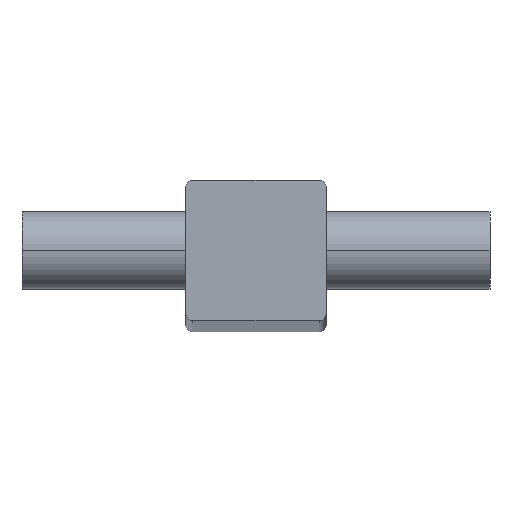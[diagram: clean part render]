
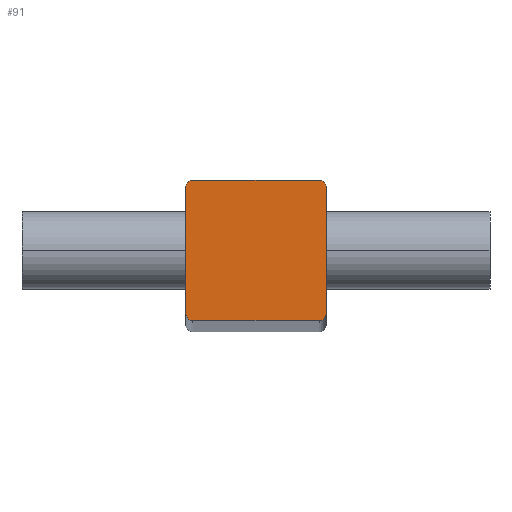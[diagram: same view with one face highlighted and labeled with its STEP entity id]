
A CAD part, top view. The second image highlights one B-rep face of the part: STEP entity #91.
In plain terms, the highlighted planar face has unit normal (0, 0, 1).
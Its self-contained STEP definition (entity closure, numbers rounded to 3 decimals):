
#7 = CARTESIAN_POINT ( 'NONE',  ( -2.7, 2.7, 280. ) ) ;
#11 = CARTESIAN_POINT ( 'NONE',  ( -3., -2.7, 280. ) ) ;
#21 = ORIENTED_EDGE ( 'NONE', *, *, #263, .T. ) ;
#25 = CIRCLE ( 'NONE', #163, 0.3 ) ;
#31 = CARTESIAN_POINT ( 'NONE',  ( 3., -2.7, 280. ) ) ;
#33 = VERTEX_POINT ( 'NONE', #224 ) ;
#35 = AXIS2_PLACEMENT_3D ( 'NONE', #367, #79, #288 ) ;
#44 = ORIENTED_EDGE ( 'NONE', *, *, #158, .T. ) ;
#66 = CARTESIAN_POINT ( 'NONE',  ( -2.7, 3., 280. ) ) ;
#69 = DIRECTION ( 'NONE',  ( 1., 0., 0. ) ) ;
#79 = DIRECTION ( 'NONE',  ( 0., 0., 1. ) ) ;
#86 = DIRECTION ( 'NONE',  ( 0., 0., 1. ) ) ;
#91 = ADVANCED_FACE ( 'NONE', ( #434 ), #476, .F. ) ;
#117 = CARTESIAN_POINT ( 'NONE',  ( 3., -2.7, 280. ) ) ;
#131 = ORIENTED_EDGE ( 'NONE', *, *, #519, .T. ) ;
#133 = DIRECTION ( 'NONE',  ( -1., 0., 0. ) ) ;
#145 = LINE ( 'NONE', #11, #528 ) ;
#150 = AXIS2_PLACEMENT_3D ( 'NONE', #443, #283, #403 ) ;
#158 = EDGE_CURVE ( 'NONE', #321, #452, #251, .T. ) ;
#163 = AXIS2_PLACEMENT_3D ( 'NONE', #420, #325, #374 ) ;
#171 = VERTEX_POINT ( 'NONE', #31 ) ;
#181 = AXIS2_PLACEMENT_3D ( 'NONE', #7, #86, #337 ) ;
#186 = CARTESIAN_POINT ( 'NONE',  ( -2.7, -3., 280. ) ) ;
#196 = ORIENTED_EDGE ( 'NONE', *, *, #401, .T. ) ;
#224 = CARTESIAN_POINT ( 'NONE',  ( -3., -2.7, 280. ) ) ;
#231 = CARTESIAN_POINT ( 'NONE',  ( 2.7, -3., 280. ) ) ;
#249 = ORIENTED_EDGE ( 'NONE', *, *, #456, .T. ) ;
#251 = CIRCLE ( 'NONE', #150, 0.3 ) ;
#252 = EDGE_CURVE ( 'NONE', #452, #494, #524, .T. ) ;
#255 = CARTESIAN_POINT ( 'NONE',  ( -2.7, -3., 280. ) ) ;
#258 = VERTEX_POINT ( 'NONE', #231 ) ;
#263 = EDGE_CURVE ( 'NONE', #514, #258, #441, .T. ) ;
#283 = DIRECTION ( 'NONE',  ( 0., 0., 1. ) ) ;
#288 = DIRECTION ( 'NONE',  ( 1., 0., 0. ) ) ;
#304 = VERTEX_POINT ( 'NONE', #355 ) ;
#321 = VERTEX_POINT ( 'NONE', #461 ) ;
#325 = DIRECTION ( 'NONE',  ( 0., 0., 1. ) ) ;
#329 = CIRCLE ( 'NONE', #181, 0.3 ) ;
#333 = DIRECTION ( 'NONE',  ( 0., -1., 0. ) ) ;
#337 = DIRECTION ( 'NONE',  ( -1., 0., 0. ) ) ;
#346 = CARTESIAN_POINT ( 'NONE',  ( -2.7, -2.7, 280. ) ) ;
#355 = CARTESIAN_POINT ( 'NONE',  ( -3., 2.7, 280. ) ) ;
#367 = CARTESIAN_POINT ( 'NONE',  ( 2.7, -2.7, 280. ) ) ;
#373 = CIRCLE ( 'NONE', #35, 0.3 ) ;
#374 = DIRECTION ( 'NONE',  ( -1., 0., 0. ) ) ;
#389 = EDGE_CURVE ( 'NONE', #258, #171, #373, .T. ) ;
#401 = EDGE_CURVE ( 'NONE', #33, #514, #25, .T. ) ;
#403 = DIRECTION ( 'NONE',  ( -1., 0., 0. ) ) ;
#412 = VECTOR ( 'NONE', #500, 1000. ) ;
#418 = VECTOR ( 'NONE', #69, 1000. ) ;
#420 = CARTESIAN_POINT ( 'NONE',  ( -2.7, -2.7, 280. ) ) ;
#423 = EDGE_CURVE ( 'NONE', #171, #321, #532, .T. ) ;
#424 = ORIENTED_EDGE ( 'NONE', *, *, #252, .T. ) ;
#434 = FACE_OUTER_BOUND ( 'NONE', #481, .T. ) ;
#441 = LINE ( 'NONE', #186, #418 ) ;
#442 = DIRECTION ( 'NONE',  ( -1., 0., 0. ) ) ;
#443 = CARTESIAN_POINT ( 'NONE',  ( 2.7, 2.7, 280. ) ) ;
#447 = ORIENTED_EDGE ( 'NONE', *, *, #423, .T. ) ;
#448 = VECTOR ( 'NONE', #442, 1000. ) ;
#452 = VERTEX_POINT ( 'NONE', #506 ) ;
#456 = EDGE_CURVE ( 'NONE', #494, #304, #329, .T. ) ;
#461 = CARTESIAN_POINT ( 'NONE',  ( 3., 2.7, 280. ) ) ;
#470 = CARTESIAN_POINT ( 'NONE',  ( -2.7, 3., 280. ) ) ;
#473 = AXIS2_PLACEMENT_3D ( 'NONE', #346, #484, #133 ) ;
#476 = PLANE ( 'NONE',  #473 ) ;
#481 = EDGE_LOOP ( 'NONE', ( #196, #21, #517, #447, #44, #424, #249, #131 ) ) ;
#484 = DIRECTION ( 'NONE',  ( 0., 0., -1. ) ) ;
#494 = VERTEX_POINT ( 'NONE', #470 ) ;
#500 = DIRECTION ( 'NONE',  ( 0., 1., 0. ) ) ;
#506 = CARTESIAN_POINT ( 'NONE',  ( 2.7, 3., 280. ) ) ;
#514 = VERTEX_POINT ( 'NONE', #255 ) ;
#517 = ORIENTED_EDGE ( 'NONE', *, *, #389, .T. ) ;
#519 = EDGE_CURVE ( 'NONE', #304, #33, #145, .T. ) ;
#524 = LINE ( 'NONE', #66, #448 ) ;
#528 = VECTOR ( 'NONE', #333, 1000. ) ;
#532 = LINE ( 'NONE', #117, #412 ) ;
